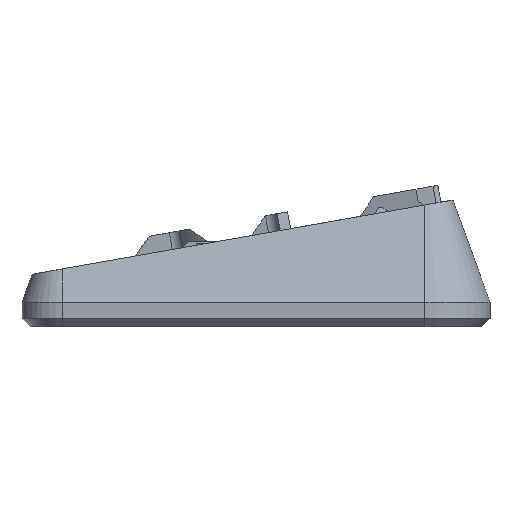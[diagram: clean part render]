
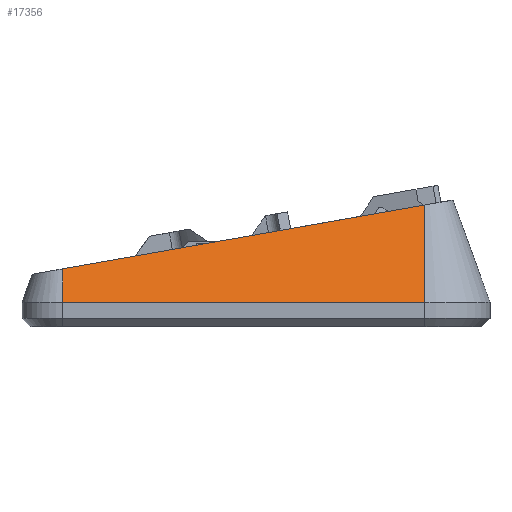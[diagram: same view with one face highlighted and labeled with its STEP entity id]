
A CAD part, front view. The second image highlights one B-rep face of the part: STEP entity #17356.
In plain terms, the highlighted free-form (B-spline) face has degree [1, 1] with [2, 2] control points.
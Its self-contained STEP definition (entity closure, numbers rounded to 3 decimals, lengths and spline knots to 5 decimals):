
#1022=LINE('',#37868,#2736);
#1124=LINE('',#39159,#2838);
#1125=LINE('',#39166,#2839);
#1126=LINE('',#39168,#2840);
#2736=VECTOR('',#20297,1.);
#2838=VECTOR('',#20477,1.);
#2839=VECTOR('',#20480,1.);
#2840=VECTOR('',#20481,1.);
#3924=B_SPLINE_SURFACE_WITH_KNOTS('',1,1,((#39162,#39163),(#39164,#39165)),
 .PLANE_SURF.,.F.,.F.,.F.,(2,2),(2,2),(0.,1.),(0.,1.),.UNSPECIFIED.);
#7236=ORIENTED_EDGE('',*,*,#11404,.F.);
#7237=ORIENTED_EDGE('',*,*,#11249,.F.);
#7238=ORIENTED_EDGE('',*,*,#11402,.F.);
#7239=ORIENTED_EDGE('',*,*,#11405,.F.);
#11249=EDGE_CURVE('',#13502,#13503,#1022,.T.);
#11402=EDGE_CURVE('',#13573,#13502,#1124,.T.);
#11404=EDGE_CURVE('',#13503,#13574,#1125,.T.);
#11405=EDGE_CURVE('',#13574,#13573,#1126,.T.);
#13502=VERTEX_POINT('',#37860);
#13503=VERTEX_POINT('',#37867);
#13573=VERTEX_POINT('',#39160);
#13574=VERTEX_POINT('',#39167);
#14994=EDGE_LOOP('',(#7236,#7237,#7238,#7239));
#16027=FACE_BOUND('',#14994,.T.);
#17356=ADVANCED_FACE('',(#16027),#3924,.T.);
#20297=DIRECTION('',(-1.,0.,0.));
#20477=DIRECTION('',(0.,-0.342,-0.94));
#20480=DIRECTION('',(0.,0.342,0.94));
#20481=DIRECTION('',(0.983,0.063,0.173));
#37860=CARTESIAN_POINT('',(0.0751,-0.04666,-0.0236));
#37867=CARTESIAN_POINT('',(-0.0139,-0.04666,-0.0236));
#37868=CARTESIAN_POINT('',(-0.0139,-0.04666,-0.0236));
#39159=CARTESIAN_POINT('',(0.0751,-0.04047,-0.0066));
#39160=CARTESIAN_POINT('',(0.0751,-0.03797,0.00029));
#39162=CARTESIAN_POINT('',(0.07955,-0.03748,0.00163));
#39163=CARTESIAN_POINT('',(0.07955,-0.0471,-0.0248));
#39164=CARTESIAN_POINT('',(-0.01835,-0.03748,0.00163));
#39165=CARTESIAN_POINT('',(-0.01835,-0.0471,-0.0248));
#39166=CARTESIAN_POINT('',(-0.0139,-0.04666,-0.0236));
#39167=CARTESIAN_POINT('',(-0.0139,-0.04368,-0.01541));
#39168=CARTESIAN_POINT('',(0.03803,-0.04035,-0.00625));
